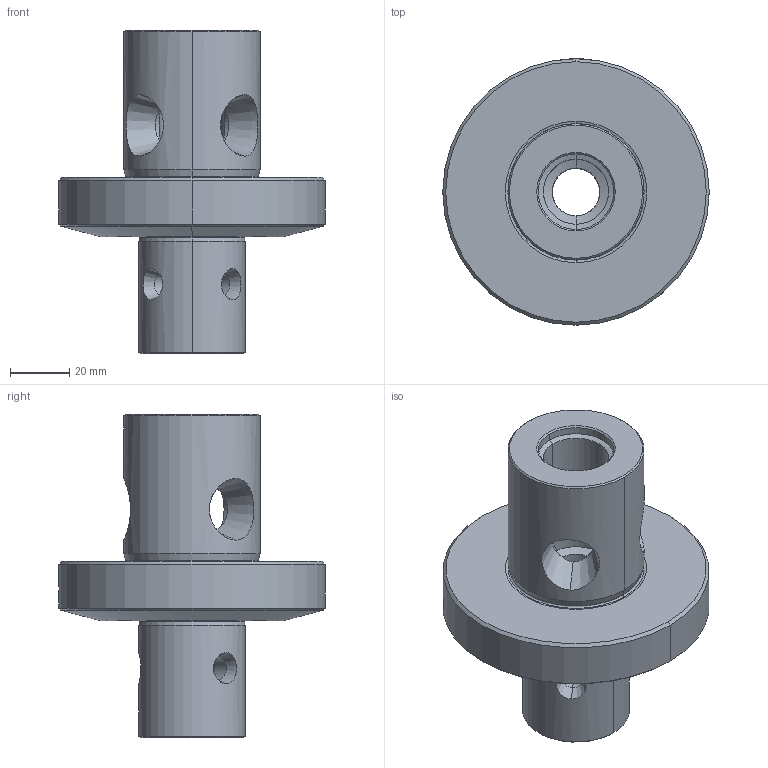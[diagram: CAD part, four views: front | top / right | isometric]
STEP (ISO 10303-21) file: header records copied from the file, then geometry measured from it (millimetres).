
FILE_DESCRIPTION(('no description'),'unknown implementation level');
FILE_NAME('0A614D67-D280-434E-8098-81136D027467_export.stp',' ',('CIMSOURCE GmbH'),('CADClick - KiM GmbH - www.kimweb.de'),'unknown preprocess','ACIS','unknown authorization');
FILE_SCHEMA(('automotive_design'));
Length unit declared in the file: millimetre
Products named in the file (1): Schnitt-Rotation2
Bounding box: 90 x 90 x 109.2 mm (x, y, z)
Volume: 201101.5 mm3; surface area: 35795.5 mm2
Topology: 1 solids, 1 shells, 87 faces, 210 edges, 119 vertices
Faces by surface type: cone 42, cylinder 30, torus 8, plane 7
Entity records: 5803 total; most frequent: CARTESIAN_POINT 1433, DIRECTION 434, ORIENTED_EDGE 416, STYLED_ITEM 415, PRESENTATION_STYLE_ASSIGNMENT 415, COLOUR_RGB 415, EDGE_CURVE 208, CURVE_STYLE 208
